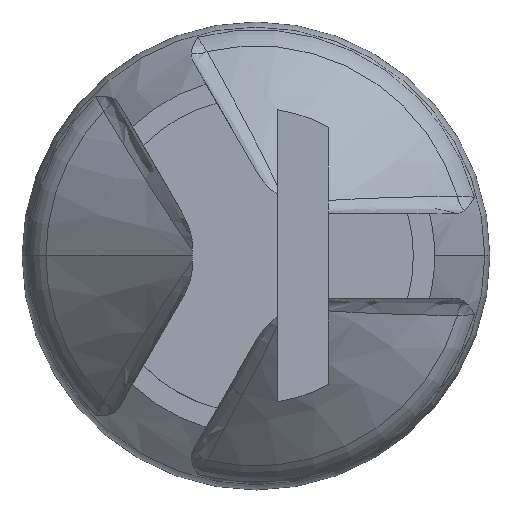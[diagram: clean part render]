
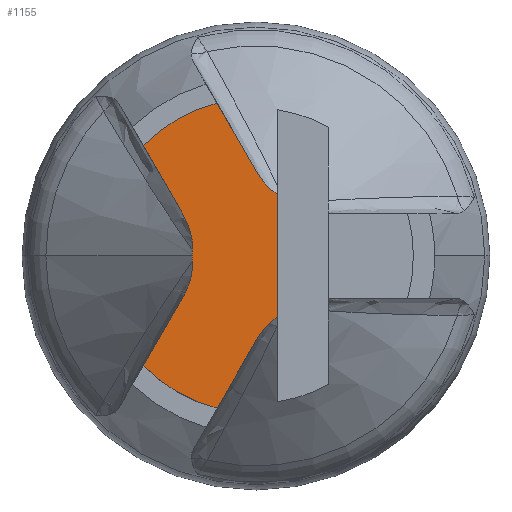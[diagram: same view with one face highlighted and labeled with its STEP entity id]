
A CAD part, top view. The second image highlights one B-rep face of the part: STEP entity #1155.
In plain terms, the highlighted planar face has unit normal (0, 0, 1).
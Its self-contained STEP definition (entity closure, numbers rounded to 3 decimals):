
#35 = CARTESIAN_POINT ( 'NONE',  ( -3.413, -1.911, 10. ) ) ;
#67 = EDGE_CURVE ( 'NONE', #1144, #484, #668, .T. ) ;
#74 = ORIENTED_EDGE ( 'NONE', *, *, #184, .T. ) ;
#94 = VERTEX_POINT ( 'NONE', #258 ) ;
#96 = LINE ( 'NONE', #1382, #1246 ) ;
#103 = VERTEX_POINT ( 'NONE', #1531 ) ;
#137 = ORIENTED_EDGE ( 'NONE', *, *, #1694, .F. ) ;
#138 = AXIS2_PLACEMENT_3D ( 'NONE', #1752, #1044, #1610 ) ;
#148 = CARTESIAN_POINT ( 'NONE',  ( -3.268, 1.66, 10. ) ) ;
#173 = CARTESIAN_POINT ( 'NONE',  ( 0.628, 3.162, 10. ) ) ;
#184 = EDGE_CURVE ( 'NONE', #1520, #941, #1063, .T. ) ;
#194 = ORIENTED_EDGE ( 'NONE', *, *, #67, .F. ) ;
#199 = CARTESIAN_POINT ( 'NONE',  ( 1., 2.871, 10. ) ) ;
#202 = EDGE_CURVE ( 'NONE', #103, #765, #1320, .T. ) ;
#206 = DIRECTION ( 'NONE',  ( 0.5, -0.866, 0. ) ) ;
#207 = CARTESIAN_POINT ( 'NONE',  ( -3.044, -0.979, 10. ) ) ;
#255 = ORIENTED_EDGE ( 'NONE', *, *, #955, .T. ) ;
#258 = CARTESIAN_POINT ( 'NONE',  ( -3., 0., 10. ) ) ;
#303 = CARTESIAN_POINT ( 'NONE',  ( 0., 0., 10. ) ) ;
#314 = AXIS2_PLACEMENT_3D ( 'NONE', #398, #973, #1394 ) ;
#324 = ORIENTED_EDGE ( 'NONE', *, *, #880, .T. ) ;
#327 = DIRECTION ( 'NONE',  ( -1., 0., 0. ) ) ;
#340 = CIRCLE ( 'NONE', #1082, 7.4 ) ;
#360 = CARTESIAN_POINT ( 'NONE',  ( 0.052, 3.911, 10. ) ) ;
#374 = CARTESIAN_POINT ( 'NONE',  ( 0., 0., 10. ) ) ;
#398 = CARTESIAN_POINT ( 'NONE',  ( 0., 0., 10. ) ) ;
#414 = ORIENTED_EDGE ( 'NONE', *, *, #1133, .T. ) ;
#422 = CARTESIAN_POINT ( 'NONE',  ( -5.294, -5.17, 10. ) ) ;
#430 = CARTESIAN_POINT ( 'NONE',  ( 0.052, 3.911, 10. ) ) ;
#439 = CARTESIAN_POINT ( 'NONE',  ( -2.981, 0.552, 10. ) ) ;
#455 = EDGE_CURVE ( 'NONE', #998, #941, #823, .T. ) ;
#484 = VERTEX_POINT ( 'NONE', #360 ) ;
#515 = VECTOR ( 'NONE', #1177, 1000. ) ;
#519 = DIRECTION ( 'NONE',  ( 1., 0., 0. ) ) ;
#529 = CARTESIAN_POINT ( 'NONE',  ( 1.732, 1., 10. ) ) ;
#542 = CIRCLE ( 'NONE', #138, 3. ) ;
#554 = CARTESIAN_POINT ( 'NONE',  ( -3.413, -1.911, 10. ) ) ;
#562 = CARTESIAN_POINT ( 'NONE',  ( -3.413, 1.911, 10. ) ) ;
#604 = ORIENTED_EDGE ( 'NONE', *, *, #1020, .T. ) ;
#610 = EDGE_CURVE ( 'NONE', #706, #94, #542, .T. ) ;
#652 = ORIENTED_EDGE ( 'NONE', *, *, #202, .T. ) ;
#658 = VECTOR ( 'NONE', #1626, 1000. ) ;
#668 = LINE ( 'NONE', #529, #1463 ) ;
#675 = CARTESIAN_POINT ( 'NONE',  ( 0.052, -3.911, 10. ) ) ;
#706 = VERTEX_POINT ( 'NONE', #1238 ) ;
#716 = PLANE ( 'NONE',  #1558 ) ;
#751 = CARTESIAN_POINT ( 'NONE',  ( 1., -2.871, 10. ) ) ;
#754 = LINE ( 'NONE', #1189, #515 ) ;
#765 = VERTEX_POINT ( 'NONE', #35 ) ;
#785 = CIRCLE ( 'NONE', #1731, 7.4 ) ;
#796 = EDGE_LOOP ( 'NONE', ( #833, #1331, #194, #1539, #255, #604, #1542, #1042, #652, #137, #324, #414, #74 ) ) ;
#814 = VERTEX_POINT ( 'NONE', #562 ) ;
#823 = LINE ( 'NONE', #1228, #658 ) ;
#833 = ORIENTED_EDGE ( 'NONE', *, *, #455, .F. ) ;
#844 = CARTESIAN_POINT ( 'NONE',  ( -1.83, 7.17, 10. ) ) ;
#847 = CARTESIAN_POINT ( 'NONE',  ( -2.976, 0.409, 10. ) ) ;
#865 = B_SPLINE_CURVE_WITH_KNOTS ( 'NONE', 3,
 ( #867, #148, #1428, #1408, #1437, #439, #847, #1697 ),
 .UNSPECIFIED., .F., .F.,
 ( 4, 2, 2, 4 ),
 ( 0., 0.001, 0.001, 0.002 ),
 .UNSPECIFIED. ) ;
#867 = CARTESIAN_POINT ( 'NONE',  ( -3.413, 1.911, 10. ) ) ;
#880 = EDGE_CURVE ( 'NONE', #1241, #1767, #785, .T. ) ;
#892 = CARTESIAN_POINT ( 'NONE',  ( -1.732, -1., 10. ) ) ;
#894 = CARTESIAN_POINT ( 'NONE',  ( 0.309, -3.515, 10. ) ) ;
#907 = CARTESIAN_POINT ( 'NONE',  ( -3.158, -1.396, 10. ) ) ;
#941 = VERTEX_POINT ( 'NONE', #751 ) ;
#955 = EDGE_CURVE ( 'NONE', #1325, #814, #1319, .T. ) ;
#973 = DIRECTION ( 'NONE',  ( 0., 0., 1. ) ) ;
#984 = DIRECTION ( 'NONE',  ( 0.5, -0.866, 0. ) ) ;
#998 = VERTEX_POINT ( 'NONE', #199 ) ;
#1018 = CARTESIAN_POINT ( 'NONE',  ( 1., 2.871, 10. ) ) ;
#1020 = EDGE_CURVE ( 'NONE', #814, #706, #865, .T. ) ;
#1029 = CARTESIAN_POINT ( 'NONE',  ( -5.294, 5.17, 10. ) ) ;
#1040 = CARTESIAN_POINT ( 'NONE',  ( 1., -2.871, 10. ) ) ;
#1042 = ORIENTED_EDGE ( 'NONE', *, *, #1782, .T. ) ;
#1044 = DIRECTION ( 'NONE',  ( 0., 0., 1. ) ) ;
#1048 = CARTESIAN_POINT ( 'NONE',  ( -3.015, -0.837, 10. ) ) ;
#1063 = B_SPLINE_CURVE_WITH_KNOTS ( 'NONE', 3,
 ( #1597, #1341, #894, #1460, #1479, #1040 ),
 .UNSPECIFIED., .F., .F.,
 ( 4, 2, 4 ),
 ( 0., 0.001, 0.001 ),
 .UNSPECIFIED. ) ;
#1082 = AXIS2_PLACEMENT_3D ( 'NONE', #1603, #1733, #327 ) ;
#1124 = FACE_OUTER_BOUND ( 'NONE', #796, .T. ) ;
#1132 = DIRECTION ( 'NONE',  ( 0., 0., 1. ) ) ;
#1133 = EDGE_CURVE ( 'NONE', #1767, #1520, #96, .T. ) ;
#1144 = VERTEX_POINT ( 'NONE', #844 ) ;
#1155 = ADVANCED_FACE ( 'NONE', ( #1124 ), #716, .T. ) ;
#1177 = DIRECTION ( 'NONE',  ( 0.5, 0.866, 0. ) ) ;
#1189 = CARTESIAN_POINT ( 'NONE',  ( -1.732, 1., 10. ) ) ;
#1200 = CARTESIAN_POINT ( 'NONE',  ( -2.981, -0.552, 10. ) ) ;
#1214 = DIRECTION ( 'NONE',  ( 0.5, 0.866, 0. ) ) ;
#1228 = CARTESIAN_POINT ( 'NONE',  ( 1., -9., 10. ) ) ;
#1238 = CARTESIAN_POINT ( 'NONE',  ( -2.988, 0.264, 10. ) ) ;
#1241 = VERTEX_POINT ( 'NONE', #422 ) ;
#1246 = VECTOR ( 'NONE', #1214, 1000. ) ;
#1290 = CARTESIAN_POINT ( 'NONE',  ( 0.311, 3.512, 10. ) ) ;
#1297 = CARTESIAN_POINT ( 'NONE',  ( 0.17, 3.705, 10. ) ) ;
#1319 = LINE ( 'NONE', #892, #1413 ) ;
#1320 = B_SPLINE_CURVE_WITH_KNOTS ( 'NONE', 3,
 ( #1766, #1330, #1200, #1048, #207, #907, #1757, #554 ),
 .UNSPECIFIED., .F., .F.,
 ( 4, 2, 2, 4 ),
 ( 0., 0., 0.001, 0.002 ),
 .UNSPECIFIED. ) ;
#1325 = VERTEX_POINT ( 'NONE', #1029 ) ;
#1330 = CARTESIAN_POINT ( 'NONE',  ( -2.976, -0.409, 10. ) ) ;
#1331 = ORIENTED_EDGE ( 'NONE', *, *, #1592, .T. ) ;
#1341 = CARTESIAN_POINT ( 'NONE',  ( 0.17, -3.705, 10. ) ) ;
#1382 = CARTESIAN_POINT ( 'NONE',  ( 1.732, -1., 10. ) ) ;
#1394 = DIRECTION ( 'NONE',  ( 1., 0., 0. ) ) ;
#1398 = DIRECTION ( 'NONE',  ( 0., 0., 1. ) ) ;
#1408 = CARTESIAN_POINT ( 'NONE',  ( -3.044, 0.98, 10. ) ) ;
#1413 = VECTOR ( 'NONE', #206, 1000. ) ;
#1415 = DIRECTION ( 'NONE',  ( 1., 0., 0. ) ) ;
#1428 = CARTESIAN_POINT ( 'NONE',  ( -3.158, 1.396, 10. ) ) ;
#1437 = CARTESIAN_POINT ( 'NONE',  ( -3.015, 0.837, 10. ) ) ;
#1460 = CARTESIAN_POINT ( 'NONE',  ( 0.625, -3.165, 10. ) ) ;
#1463 = VECTOR ( 'NONE', #984, 1000. ) ;
#1479 = CARTESIAN_POINT ( 'NONE',  ( 0.802, -3.004, 10. ) ) ;
#1520 = VERTEX_POINT ( 'NONE', #675 ) ;
#1531 = CARTESIAN_POINT ( 'NONE',  ( -2.988, -0.264, 10. ) ) ;
#1539 = ORIENTED_EDGE ( 'NONE', *, *, #1632, .F. ) ;
#1542 = ORIENTED_EDGE ( 'NONE', *, *, #610, .T. ) ;
#1558 = AXIS2_PLACEMENT_3D ( 'NONE', #303, #1132, #1415 ) ;
#1562 = CIRCLE ( 'NONE', #314, 3. ) ;
#1580 = CARTESIAN_POINT ( 'NONE',  ( 0.802, 3.004, 10. ) ) ;
#1592 = EDGE_CURVE ( 'NONE', #998, #484, #1725, .T. ) ;
#1597 = CARTESIAN_POINT ( 'NONE',  ( 0.052, -3.911, 10. ) ) ;
#1603 = CARTESIAN_POINT ( 'NONE',  ( 0., 0., 10. ) ) ;
#1610 = DIRECTION ( 'NONE',  ( 1., 0., 0. ) ) ;
#1626 = DIRECTION ( 'NONE',  ( 0., -1., 0. ) ) ;
#1632 = EDGE_CURVE ( 'NONE', #1325, #1144, #340, .T. ) ;
#1694 = EDGE_CURVE ( 'NONE', #1241, #765, #754, .T. ) ;
#1697 = CARTESIAN_POINT ( 'NONE',  ( -2.988, 0.264, 10. ) ) ;
#1725 = B_SPLINE_CURVE_WITH_KNOTS ( 'NONE', 3,
 ( #1018, #1580, #173, #1290, #1297, #430 ),
 .UNSPECIFIED., .F., .F.,
 ( 4, 2, 4 ),
 ( 0., 0.001, 0.001 ),
 .UNSPECIFIED. ) ;
#1731 = AXIS2_PLACEMENT_3D ( 'NONE', #374, #1398, #519 ) ;
#1733 = DIRECTION ( 'NONE',  ( 0., 0., -1. ) ) ;
#1752 = CARTESIAN_POINT ( 'NONE',  ( 0., 0., 10. ) ) ;
#1757 = CARTESIAN_POINT ( 'NONE',  ( -3.268, -1.66, 10. ) ) ;
#1766 = CARTESIAN_POINT ( 'NONE',  ( -2.988, -0.264, 10. ) ) ;
#1767 = VERTEX_POINT ( 'NONE', #1812 ) ;
#1782 = EDGE_CURVE ( 'NONE', #94, #103, #1562, .T. ) ;
#1812 = CARTESIAN_POINT ( 'NONE',  ( -1.83, -7.17, 10. ) ) ;
